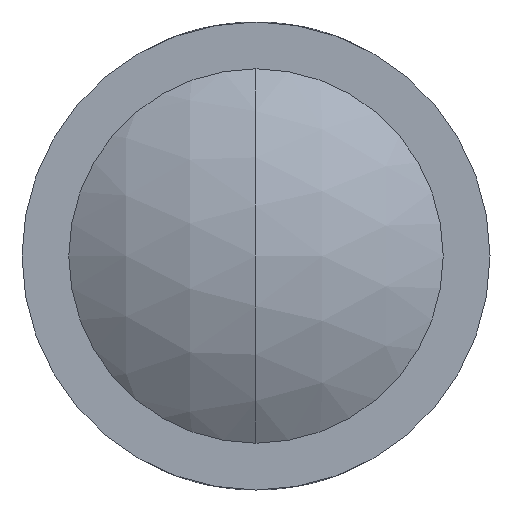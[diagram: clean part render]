
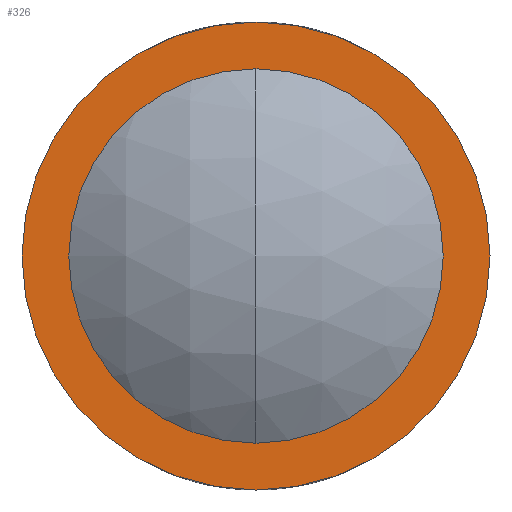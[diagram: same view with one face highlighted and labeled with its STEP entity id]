
A CAD part, left-side view. The second image highlights one B-rep face of the part: STEP entity #326.
In plain terms, the highlighted planar face has unit normal (-1, 0, 0).
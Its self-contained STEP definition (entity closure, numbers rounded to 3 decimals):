
#12 = AXIS2_PLACEMENT_3D ( 'NONE', #293, #445, #96 ) ;
#32 = AXIS2_PLACEMENT_3D ( 'NONE', #80, #163, #123 ) ;
#40 = VERTEX_POINT ( 'NONE', #442 ) ;
#44 = EDGE_LOOP ( 'NONE', ( #157, #114 ) ) ;
#64 = CIRCLE ( 'NONE', #12, 5. ) ;
#80 = CARTESIAN_POINT ( 'NONE',  ( 20., 0., 0. ) ) ;
#86 = AXIS2_PLACEMENT_3D ( 'NONE', #337, #492, #299 ) ;
#88 = CARTESIAN_POINT ( 'NONE',  ( 20., 0., 0. ) ) ;
#96 = DIRECTION ( 'NONE',  ( 0., 0., -1. ) ) ;
#105 = PLANE ( 'NONE',  #86 ) ;
#109 = CIRCLE ( 'NONE', #32, 5. ) ;
#114 = ORIENTED_EDGE ( 'NONE', *, *, #376, .F. ) ;
#123 = DIRECTION ( 'NONE',  ( 0., 0., -1. ) ) ;
#157 = ORIENTED_EDGE ( 'NONE', *, *, #166, .F. ) ;
#163 = DIRECTION ( 'NONE',  ( 1., 0., 0. ) ) ;
#164 = VERTEX_POINT ( 'NONE', #470 ) ;
#166 = EDGE_CURVE ( 'NONE', #425, #164, #417, .T. ) ;
#179 = DIRECTION ( 'NONE',  ( 1., 0., 0. ) ) ;
#186 = EDGE_CURVE ( 'NONE', #40, #198, #64, .T. ) ;
#189 = ORIENTED_EDGE ( 'NONE', *, *, #375, .T. ) ;
#190 = FACE_BOUND ( 'NONE', #501, .T. ) ;
#197 = CARTESIAN_POINT ( 'NONE',  ( 20., 0., -7.5 ) ) ;
#198 = VERTEX_POINT ( 'NONE', #327 ) ;
#204 = ORIENTED_EDGE ( 'NONE', *, *, #186, .T. ) ;
#220 = CIRCLE ( 'NONE', #257, 7.5 ) ;
#235 = DIRECTION ( 'NONE',  ( 1., 0., 0. ) ) ;
#242 = DIRECTION ( 'NONE',  ( 0., 0., -1. ) ) ;
#248 = DIRECTION ( 'NONE',  ( 0., 0., -1. ) ) ;
#257 = AXIS2_PLACEMENT_3D ( 'NONE', #350, #235, #242 ) ;
#293 = CARTESIAN_POINT ( 'NONE',  ( 20., 0., 0. ) ) ;
#299 = DIRECTION ( 'NONE',  ( 0., 0., 1. ) ) ;
#326 = ADVANCED_FACE ( 'NONE', ( #190, #496 ), #105, .T. ) ;
#327 = CARTESIAN_POINT ( 'NONE',  ( 20., 0., -5. ) ) ;
#337 = CARTESIAN_POINT ( 'NONE',  ( 20., 5., 0. ) ) ;
#350 = CARTESIAN_POINT ( 'NONE',  ( 20., 0., 0. ) ) ;
#375 = EDGE_CURVE ( 'NONE', #198, #40, #109, .T. ) ;
#376 = EDGE_CURVE ( 'NONE', #164, #425, #220, .T. ) ;
#386 = AXIS2_PLACEMENT_3D ( 'NONE', #88, #179, #248 ) ;
#417 = CIRCLE ( 'NONE', #386, 7.5 ) ;
#425 = VERTEX_POINT ( 'NONE', #197 ) ;
#442 = CARTESIAN_POINT ( 'NONE',  ( 20., 0., 5. ) ) ;
#445 = DIRECTION ( 'NONE',  ( 1., 0., 0. ) ) ;
#470 = CARTESIAN_POINT ( 'NONE',  ( 20., 0., 7.5 ) ) ;
#492 = DIRECTION ( 'NONE',  ( -1., 0., 0. ) ) ;
#496 = FACE_OUTER_BOUND ( 'NONE', #44, .T. ) ;
#501 = EDGE_LOOP ( 'NONE', ( #189, #204 ) ) ;
